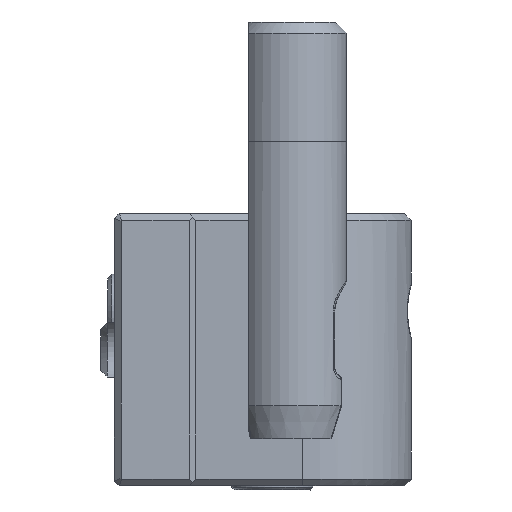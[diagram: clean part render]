
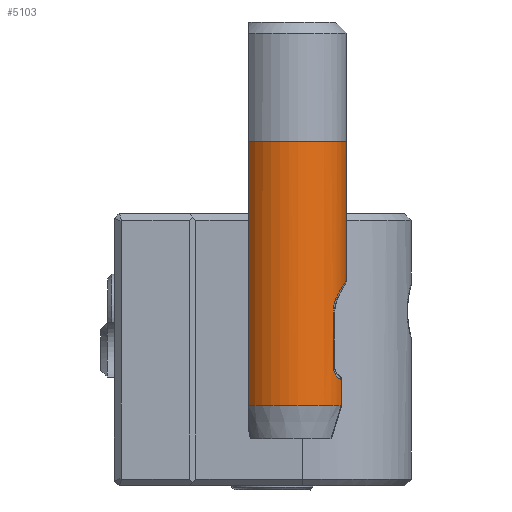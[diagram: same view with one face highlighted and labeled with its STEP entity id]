
A CAD part, left-side view. The second image highlights one B-rep face of the part: STEP entity #5103.
In plain terms, the highlighted cylindrical face has radius 4.05 mm (diameter 8.1 mm), a partial arc.
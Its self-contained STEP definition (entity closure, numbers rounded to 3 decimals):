
#527=FACE_OUTER_BOUND('',#840,.T.);
#840=EDGE_LOOP('',(#4360,#4361,#4362,#4363,#4364,#4365,#4366,#4367,#4368,
#4369,#4370,#4371));
#1079=CIRCLE('',#5574,4.05);
#1080=CIRCLE('',#5575,4.05);
#1081=CIRCLE('',#5576,4.05);
#1399=LINE('',#10675,#1717);
#1404=LINE('',#10715,#1722);
#1406=LINE('',#10722,#1724);
#1407=LINE('',#10762,#1725);
#1408=LINE('',#10773,#1726);
#1717=VECTOR('',#6642,10.);
#1722=VECTOR('',#6647,10.);
#1724=VECTOR('',#6655,10.);
#1725=VECTOR('',#6656,10.);
#1726=VECTOR('',#6657,10.);
#1915=B_SPLINE_CURVE_WITH_KNOTS('',3,(#10724,#10725,#10726,#10727,#10728,
#10729,#10730,#10731,#10732,#10733,#10734,#10735),.UNSPECIFIED.,.F.,.F.,
(4,2,1,1,1,1,1,1,4),(0.,0.,0.028,0.042,
0.056,0.07,0.084,0.112,
0.14),.UNSPECIFIED.);
#1916=B_SPLINE_CURVE_WITH_KNOTS('',3,(#10737,#10738,#10739,#10740),
 .UNSPECIFIED.,.F.,.F.,(4,4),(0.281,0.691),
 .UNSPECIFIED.);
#1917=B_SPLINE_CURVE_WITH_KNOTS('',3,(#10742,#10743,#10744,#10745,#10746,
#10747,#10748,#10749,#10750,#10751,#10752,#10753,#10754,#10755,#10756,#10757,
#10758,#10759,#10760),.UNSPECIFIED.,.F.,.F.,(4,1,1,1,1,1,1,1,1,1,1,1,1,
1,1,1,4),(-0.746,-0.733,-0.72,-0.693,
-0.64,-0.533,-0.48,-0.427,
-0.373,-0.32,-0.267,-0.213,
-0.107,-0.053,-0.027,-0.013,
0.),.UNSPECIFIED.);
#1918=B_SPLINE_CURVE_WITH_KNOTS('',3,(#10764,#10765,#10766,#10767,#10768,
#10769,#10770,#10771),.UNSPECIFIED.,.F.,.F.,(4,1,1,2,4),(0.002,
0.085,0.113,0.14,0.141),
 .UNSPECIFIED.);
#2336=VERTEX_POINT('',#10672);
#2337=VERTEX_POINT('',#10674);
#2346=VERTEX_POINT('',#10710);
#2347=VERTEX_POINT('',#10714);
#2348=VERTEX_POINT('',#10719);
#2349=VERTEX_POINT('',#10721);
#2350=VERTEX_POINT('',#10723);
#2351=VERTEX_POINT('',#10736);
#2352=VERTEX_POINT('',#10741);
#2353=VERTEX_POINT('',#10761);
#2354=VERTEX_POINT('',#10763);
#2355=VERTEX_POINT('',#10772);
#3025=EDGE_CURVE('',#2336,#2337,#1399,.T.);
#3035=EDGE_CURVE('',#2346,#2347,#1404,.T.);
#3037=EDGE_CURVE('',#2336,#2347,#1079,.T.);
#3038=EDGE_CURVE('',#2348,#2346,#1080,.T.);
#3039=EDGE_CURVE('',#2349,#2348,#1406,.T.);
#3040=EDGE_CURVE('',#2350,#2349,#1915,.T.);
#3041=EDGE_CURVE('',#2351,#2350,#1916,.T.);
#3042=EDGE_CURVE('',#2352,#2351,#1917,.T.);
#3043=EDGE_CURVE('',#2353,#2352,#1407,.T.);
#3044=EDGE_CURVE('',#2354,#2353,#1918,.T.);
#3045=EDGE_CURVE('',#2355,#2354,#1408,.T.);
#3046=EDGE_CURVE('',#2337,#2355,#1081,.T.);
#4360=ORIENTED_EDGE('',*,*,#3037,.T.);
#4361=ORIENTED_EDGE('',*,*,#3035,.F.);
#4362=ORIENTED_EDGE('',*,*,#3038,.F.);
#4363=ORIENTED_EDGE('',*,*,#3039,.F.);
#4364=ORIENTED_EDGE('',*,*,#3040,.F.);
#4365=ORIENTED_EDGE('',*,*,#3041,.F.);
#4366=ORIENTED_EDGE('',*,*,#3042,.F.);
#4367=ORIENTED_EDGE('',*,*,#3043,.F.);
#4368=ORIENTED_EDGE('',*,*,#3044,.F.);
#4369=ORIENTED_EDGE('',*,*,#3045,.F.);
#4370=ORIENTED_EDGE('',*,*,#3046,.F.);
#4371=ORIENTED_EDGE('',*,*,#3025,.F.);
#4858=CYLINDRICAL_SURFACE('',#5573,4.05);
#5103=ADVANCED_FACE('',(#527),#4858,.T.);
#5573=AXIS2_PLACEMENT_3D('',#10717,#6649,#6650);
#5574=AXIS2_PLACEMENT_3D('',#10718,#6651,#6652);
#5575=AXIS2_PLACEMENT_3D('',#10720,#6653,#6654);
#5576=AXIS2_PLACEMENT_3D('',#10774,#6658,#6659);
#6642=DIRECTION('',(0.,0.,-1.));
#6647=DIRECTION('',(0.,0.,1.));
#6649=DIRECTION('center_axis',(0.,0.,
1.));
#6650=DIRECTION('ref_axis',(0.,-1.,0.));
#6651=DIRECTION('center_axis',(0.,0.,
-1.));
#6652=DIRECTION('ref_axis',(0.,-1.,0.));
#6653=DIRECTION('center_axis',(0.,0.,
-1.));
#6654=DIRECTION('ref_axis',(0.,-1.,0.));
#6655=DIRECTION('',(0.,0.,-1.));
#6656=DIRECTION('',(0.,0.,1.));
#6657=DIRECTION('',(0.,0.,1.));
#6658=DIRECTION('center_axis',(0.,0.,
-1.));
#6659=DIRECTION('ref_axis',(0.,-1.,0.));
#10672=CARTESIAN_POINT('',(-68.625,11.113,12.234));
#10674=CARTESIAN_POINT('',(-68.625,11.113,-7.14));
#10675=CARTESIAN_POINT('',(-68.625,11.113,-5.066));
#10710=CARTESIAN_POINT('',(-73.746,11.114,-7.14));
#10714=CARTESIAN_POINT('',(-73.746,11.114,12.234));
#10715=CARTESIAN_POINT('',(-73.746,11.114,-5.066));
#10717=CARTESIAN_POINT('Origin',(-71.185,7.976,-5.066));
#10718=CARTESIAN_POINT('Origin',(-71.185,7.976,12.234));
#10719=CARTESIAN_POINT('',(-72.901,4.307,-7.14));
#10720=CARTESIAN_POINT('Origin',(-71.185,7.976,-7.14));
#10721=CARTESIAN_POINT('',(-72.901,4.307,-5.216));
#10722=CARTESIAN_POINT('',(-72.901,4.307,-5.066));
#10723=CARTESIAN_POINT('',(-73.821,4.9,-4.366));
#10724=CARTESIAN_POINT('Ctrl Pts',(-73.821,4.9,-4.366));
#10725=CARTESIAN_POINT('Ctrl Pts',(-73.82,4.9,-4.367));
#10726=CARTESIAN_POINT('Ctrl Pts',(-73.82,4.9,-4.368));
#10727=CARTESIAN_POINT('Ctrl Pts',(-73.789,4.873,-4.454));
#10728=CARTESIAN_POINT('Ctrl Pts',(-73.742,4.834,-4.583));
#10729=CARTESIAN_POINT('Ctrl Pts',(-73.662,4.771,-4.744));
#10730=CARTESIAN_POINT('Ctrl Pts',(-73.59,4.716,-4.858));
#10731=CARTESIAN_POINT('Ctrl Pts',(-73.505,4.655,-4.96));
#10732=CARTESIAN_POINT('Ctrl Pts',(-73.373,4.565,-5.078));
#10733=CARTESIAN_POINT('Ctrl Pts',(-73.176,4.445,-5.184));
#10734=CARTESIAN_POINT('Ctrl Pts',(-72.994,4.35,-5.215));
#10735=CARTESIAN_POINT('Ctrl Pts',(-72.901,4.307,-5.216));
#10736=CARTESIAN_POINT('',(-73.821,4.9,-0.265));
#10737=CARTESIAN_POINT('Ctrl Pts',(-73.821,4.9,-0.265));
#10738=CARTESIAN_POINT('Ctrl Pts',(-73.821,4.9,-1.632));
#10739=CARTESIAN_POINT('Ctrl Pts',(-73.821,4.9,-2.999));
#10740=CARTESIAN_POINT('Ctrl Pts',(-73.821,4.9,-4.366));
#10741=CARTESIAN_POINT('',(-68.573,4.881,-0.265));
#10742=CARTESIAN_POINT('Ctrl Pts',(-68.573,4.881,-0.265));
#10743=CARTESIAN_POINT('Ctrl Pts',(-68.573,4.881,-0.221));
#10744=CARTESIAN_POINT('Ctrl Pts',(-68.576,4.879,-0.132));
#10745=CARTESIAN_POINT('Ctrl Pts',(-68.593,4.864,0.045));
#10746=CARTESIAN_POINT('Ctrl Pts',(-68.654,4.813,0.349));
#10747=CARTESIAN_POINT('Ctrl Pts',(-68.889,4.629,0.918));
#10748=CARTESIAN_POINT('Ctrl Pts',(-69.372,4.327,1.446));
#10749=CARTESIAN_POINT('Ctrl Pts',(-70.027,4.082,1.815));
#10750=CARTESIAN_POINT('Ctrl Pts',(-70.591,3.954,1.993));
#10751=CARTESIAN_POINT('Ctrl Pts',(-71.199,3.91,2.055));
#10752=CARTESIAN_POINT('Ctrl Pts',(-71.807,3.958,1.992));
#10753=CARTESIAN_POINT('Ctrl Pts',(-72.37,4.089,1.813));
#10754=CARTESIAN_POINT('Ctrl Pts',(-73.023,4.339,1.445));
#10755=CARTESIAN_POINT('Ctrl Pts',(-73.505,4.644,0.918));
#10756=CARTESIAN_POINT('Ctrl Pts',(-73.739,4.832,0.349));
#10757=CARTESIAN_POINT('Ctrl Pts',(-73.8,4.883,0.045));
#10758=CARTESIAN_POINT('Ctrl Pts',(-73.818,4.898,-0.132));
#10759=CARTESIAN_POINT('Ctrl Pts',(-73.821,4.9,-0.221));
#10760=CARTESIAN_POINT('Ctrl Pts',(-73.821,4.9,-0.265));
#10761=CARTESIAN_POINT('',(-68.573,4.881,-4.366));
#10762=CARTESIAN_POINT('',(-68.573,4.881,-5.066));
#10763=CARTESIAN_POINT('',(-69.491,4.297,-5.216));
#10764=CARTESIAN_POINT('Ctrl Pts',(-69.491,4.297,-5.216));
#10765=CARTESIAN_POINT('Ctrl Pts',(-69.214,4.425,-5.211));
#10766=CARTESIAN_POINT('Ctrl Pts',(-68.881,4.637,-5.021));
#10767=CARTESIAN_POINT('Ctrl Pts',(-68.669,4.803,-4.624));
#10768=CARTESIAN_POINT('Ctrl Pts',(-68.605,4.854,-4.455));
#10769=CARTESIAN_POINT('Ctrl Pts',(-68.574,4.88,-4.369));
#10770=CARTESIAN_POINT('Ctrl Pts',(-68.573,4.881,-4.367));
#10771=CARTESIAN_POINT('Ctrl Pts',(-68.573,4.881,-4.366));
#10772=CARTESIAN_POINT('',(-69.491,4.297,-7.14));
#10773=CARTESIAN_POINT('',(-69.491,4.297,-5.066));
#10774=CARTESIAN_POINT('Origin',(-71.185,7.976,-7.14));
